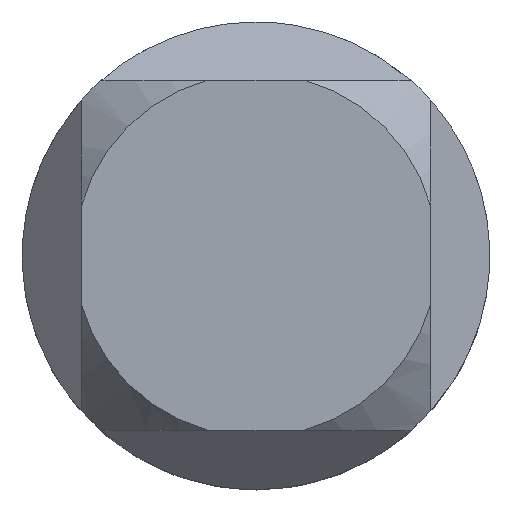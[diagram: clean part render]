
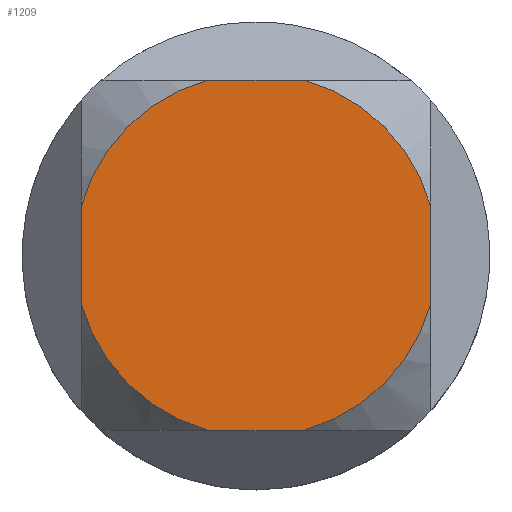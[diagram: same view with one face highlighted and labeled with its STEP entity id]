
A CAD part, top view. The second image highlights one B-rep face of the part: STEP entity #1209.
In plain terms, the highlighted planar face has unit normal (0, 0, 1).
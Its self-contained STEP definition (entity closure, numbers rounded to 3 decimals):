
#17 = DIRECTION ( 'NONE',  ( 0., 0., 1. ) ) ;
#55 = DIRECTION ( 'NONE',  ( 0., -1., 0. ) ) ;
#60 = VERTEX_POINT ( 'NONE', #1212 ) ;
#86 = CARTESIAN_POINT ( 'NONE',  ( 0., 5.345, 19. ) ) ;
#107 = EDGE_CURVE ( 'NONE', #267, #326, #571, .T. ) ;
#110 = ORIENTED_EDGE ( 'NONE', *, *, #310, .T. ) ;
#124 = VERTEX_POINT ( 'NONE', #784 ) ;
#141 = CARTESIAN_POINT ( 'NONE',  ( 5.345, -1.466, 19. ) ) ;
#143 = ORIENTED_EDGE ( 'NONE', *, *, #336, .T. ) ;
#158 = ORIENTED_EDGE ( 'NONE', *, *, #107, .T. ) ;
#160 = VERTEX_POINT ( 'NONE', #596 ) ;
#161 = EDGE_CURVE ( 'NONE', #160, #1185, #781, .T. ) ;
#186 = ORIENTED_EDGE ( 'NONE', *, *, #920, .T. ) ;
#200 = ORIENTED_EDGE ( 'NONE', *, *, #1177, .T. ) ;
#226 = CARTESIAN_POINT ( 'NONE',  ( 0., 0., 19. ) ) ;
#229 = ORIENTED_EDGE ( 'NONE', *, *, #161, .T. ) ;
#255 = CARTESIAN_POINT ( 'NONE',  ( -5.345, 1.466, 19. ) ) ;
#267 = VERTEX_POINT ( 'NONE', #141 ) ;
#309 = CIRCLE ( 'NONE', #502, 5.543 ) ;
#310 = EDGE_CURVE ( 'NONE', #1327, #60, #828, .T. ) ;
#326 = VERTEX_POINT ( 'NONE', #1324 ) ;
#335 = DIRECTION ( 'NONE',  ( 0., -1., 0. ) ) ;
#336 = EDGE_CURVE ( 'NONE', #326, #1327, #797, .T. ) ;
#350 = ORIENTED_EDGE ( 'NONE', *, *, #960, .T. ) ;
#382 = ORIENTED_EDGE ( 'NONE', *, *, #941, .T. ) ;
#448 = DIRECTION ( 'NONE',  ( 0., 0., 1. ) ) ;
#472 = AXIS2_PLACEMENT_3D ( 'NONE', #1124, #1103, #1042 ) ;
#500 = DIRECTION ( 'NONE',  ( 0., 0., 1. ) ) ;
#502 = AXIS2_PLACEMENT_3D ( 'NONE', #629, #17, #729 ) ;
#505 = CARTESIAN_POINT ( 'NONE',  ( 0., 0., 19. ) ) ;
#535 = VECTOR ( 'NONE', #680, 1000. ) ;
#539 = CARTESIAN_POINT ( 'NONE',  ( -5.345, 0., 19. ) ) ;
#543 = CARTESIAN_POINT ( 'NONE',  ( 0., -5.345, 19. ) ) ;
#551 = VECTOR ( 'NONE', #1332, 1000. ) ;
#561 = LINE ( 'NONE', #543, #1089 ) ;
#570 = CARTESIAN_POINT ( 'NONE',  ( 1.466, 5.345, 19. ) ) ;
#571 = LINE ( 'NONE', #659, #535 ) ;
#596 = CARTESIAN_POINT ( 'NONE',  ( -5.345, -1.466, 19. ) ) ;
#629 = CARTESIAN_POINT ( 'NONE',  ( 0., 0., 19. ) ) ;
#633 = DIRECTION ( 'NONE',  ( 1., 0., 0. ) ) ;
#659 = CARTESIAN_POINT ( 'NONE',  ( 5.345, 0., 19. ) ) ;
#680 = DIRECTION ( 'NONE',  ( 0., 1., 0. ) ) ;
#704 = AXIS2_PLACEMENT_3D ( 'NONE', #505, #500, #55 ) ;
#729 = DIRECTION ( 'NONE',  ( 0., -1., 0. ) ) ;
#741 = PLANE ( 'NONE',  #1037 ) ;
#768 = AXIS2_PLACEMENT_3D ( 'NONE', #226, #952, #335 ) ;
#781 = CIRCLE ( 'NONE', #704, 5.543 ) ;
#784 = CARTESIAN_POINT ( 'NONE',  ( 1.466, -5.345, 19. ) ) ;
#795 = VECTOR ( 'NONE', #1267, 1000. ) ;
#797 = CIRCLE ( 'NONE', #472, 5.543 ) ;
#807 = FACE_OUTER_BOUND ( 'NONE', #1084, .T. ) ;
#827 = CIRCLE ( 'NONE', #768, 5.543 ) ;
#828 = LINE ( 'NONE', #86, #551 ) ;
#855 = CARTESIAN_POINT ( 'NONE',  ( -1.466, -5.345, 19. ) ) ;
#920 = EDGE_CURVE ( 'NONE', #124, #267, #309, .T. ) ;
#941 = EDGE_CURVE ( 'NONE', #60, #1326, #827, .T. ) ;
#952 = DIRECTION ( 'NONE',  ( 0., 0., 1. ) ) ;
#960 = EDGE_CURVE ( 'NONE', #1326, #160, #1114, .T. ) ;
#1037 = AXIS2_PLACEMENT_3D ( 'NONE', #1073, #448, #1180 ) ;
#1042 = DIRECTION ( 'NONE',  ( 0., -1., 0. ) ) ;
#1073 = CARTESIAN_POINT ( 'NONE',  ( 0., 0., 19. ) ) ;
#1084 = EDGE_LOOP ( 'NONE', ( #382, #350, #229, #200, #186, #158, #143, #110 ) ) ;
#1089 = VECTOR ( 'NONE', #633, 1000. ) ;
#1103 = DIRECTION ( 'NONE',  ( 0., 0., 1. ) ) ;
#1114 = LINE ( 'NONE', #539, #795 ) ;
#1124 = CARTESIAN_POINT ( 'NONE',  ( 0., 0., 19. ) ) ;
#1177 = EDGE_CURVE ( 'NONE', #1185, #124, #561, .T. ) ;
#1180 = DIRECTION ( 'NONE',  ( 0., -1., 0. ) ) ;
#1185 = VERTEX_POINT ( 'NONE', #855 ) ;
#1209 = ADVANCED_FACE ( 'NONE', ( #807 ), #741, .T. ) ;
#1212 = CARTESIAN_POINT ( 'NONE',  ( -1.466, 5.345, 19. ) ) ;
#1267 = DIRECTION ( 'NONE',  ( 0., -1., 0. ) ) ;
#1324 = CARTESIAN_POINT ( 'NONE',  ( 5.345, 1.466, 19. ) ) ;
#1326 = VERTEX_POINT ( 'NONE', #255 ) ;
#1327 = VERTEX_POINT ( 'NONE', #570 ) ;
#1332 = DIRECTION ( 'NONE',  ( -1., 0., 0. ) ) ;
